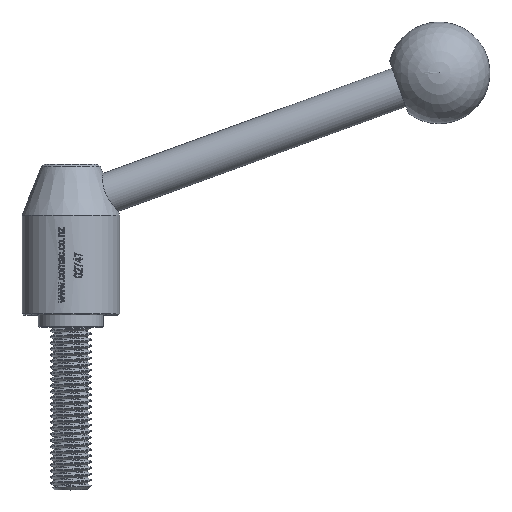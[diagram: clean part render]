
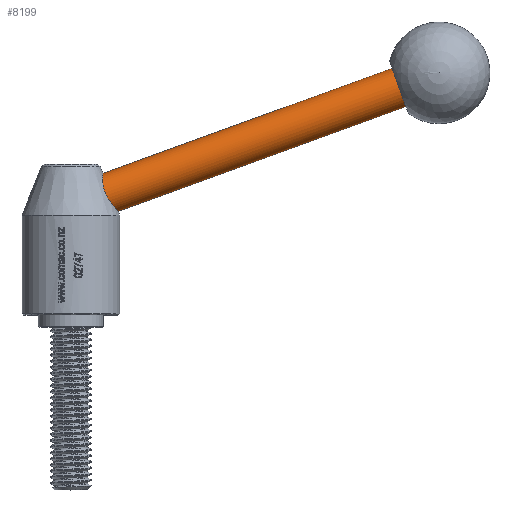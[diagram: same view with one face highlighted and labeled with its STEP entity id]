
A CAD part, top view. The second image highlights one B-rep face of the part: STEP entity #8199.
In plain terms, the highlighted cylindrical face has radius 5 mm (diameter 10 mm), a partial arc.
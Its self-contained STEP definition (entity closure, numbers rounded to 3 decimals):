
#203 = VERTEX_POINT ( 'NONE', #6346 ) ;
#269 = CARTESIAN_POINT ( 'NONE',  ( 90.5, 62.5, 0. ) ) ;
#313 = ORIENTED_EDGE ( 'NONE', *, *, #18647, .F. ) ;
#794 = EDGE_LOOP ( 'NONE', ( #19058, #5467, #22466, #313 ) ) ;
#1985 = CARTESIAN_POINT ( 'NONE',  ( 7.832, 35.233, 4.242 ) ) ;
#2836 = VERTEX_POINT ( 'NONE', #8926 ) ;
#2884 = VECTOR ( 'NONE', #22292, 1000. ) ;
#2915 = LINE ( 'NONE', #20014, #3879 ) ;
#3366 = AXIS2_PLACEMENT_3D ( 'NONE', #269, #18848, #25560 ) ;
#3879 = VECTOR ( 'NONE', #17992, 1000. ) ;
#3882 = CARTESIAN_POINT ( 'NONE',  ( 7.854, 37.462, 1.63 ) ) ;
#4155 = VERTEX_POINT ( 'NONE', #22174 ) ;
#4568 = AXIS2_PLACEMENT_3D ( 'NONE', #11663, #11579, #9650 ) ;
#5467 = ORIENTED_EDGE ( 'NONE', *, *, #25812, .T. ) ;
#5468 = EDGE_CURVE ( 'NONE', #27162, #2836, #10480, .T. ) ;
#5791 = CARTESIAN_POINT ( 'NONE',  ( 88.79, 67.198, 0. ) ) ;
#5910 = CARTESIAN_POINT ( 'NONE',  ( 7.788, 35.65, 3.969 ) ) ;
#6008 = CARTESIAN_POINT ( 'NONE',  ( 9.902, 30.486, 4.332 ) ) ;
#6092 = CARTESIAN_POINT ( 'NONE',  ( 9.728, 30.724, 4.485 ) ) ;
#6188 = CARTESIAN_POINT ( 'NONE',  ( 8.722, 32.368, 4.999 ) ) ;
#6346 = CARTESIAN_POINT ( 'NONE',  ( 78.923, 63.607, 0. ) ) ;
#8064 = CARTESIAN_POINT ( 'NONE',  ( 7.77, 36.392, 3.309 ) ) ;
#8164 = CARTESIAN_POINT ( 'NONE',  ( 9.378, 31.238, 4.738 ) ) ;
#8199 = ADVANCED_FACE ( 'NONE', ( #23182 ), #13307, .T. ) ;
#8259 = CARTESIAN_POINT ( 'NONE',  ( 10.409, 29.834, 3.768 ) ) ;
#8313 = LINE ( 'NONE', #5791, #2884 ) ;
#8926 = CARTESIAN_POINT ( 'NONE',  ( 11.613, 28.467, 0. ) ) ;
#9650 = DIRECTION ( 'NONE',  ( -0.342, 0.94, 0. ) ) ;
#9990 = CARTESIAN_POINT ( 'NONE',  ( 11.607, 28.473, 0.331 ) ) ;
#10181 = CARTESIAN_POINT ( 'NONE',  ( 8.879, 32.07, 4.964 ) ) ;
#10272 = CARTESIAN_POINT ( 'NONE',  ( 11.119, 29.003, 2.527 ) ) ;
#10360 = CARTESIAN_POINT ( 'NONE',  ( 7.82, 37.179, 2.236 ) ) ;
#10480 = B_SPLINE_CURVE_WITH_KNOTS ( 'NONE', 3,
 ( #20829, #20645, #16608, #20740, #3882, #10360, #12182, #18633, #8064, #26894, #5910, #1985, #22865, #18435, #18528, #25062, #12476, #14314, #18721, #6188, #10181, #16414, #8164, #6092, #6008, #22585, #8259, #22764, #24876, #10272, #20550, #24974, #12377, #22965, #20460, #9990, #27090, #14508 ),
 .UNSPECIFIED., .F., .F.,
 ( 4, 2, 2, 2, 2, 2, 2, 2, 2, 2, 2, 2, 2, 2, 2, 2, 2, 2, 4 ),
 ( 0.008, 0.009, 0.01, 0.011, 0.012, 0.013, 0.013, 0.014, 0.015, 0.016, 0.017, 0.018, 0.019, 0.02, 0.021, 0.022, 0.023, 0.023, 0.024 ),
 .UNSPECIFIED. ) ;
#11579 = DIRECTION ( 'NONE',  ( 0.94, 0.342, 0. ) ) ;
#11663 = CARTESIAN_POINT ( 'NONE',  ( 80.633, 58.909, 0. ) ) ;
#12182 = CARTESIAN_POINT ( 'NONE',  ( 7.803, 37.009, 2.521 ) ) ;
#12377 = CARTESIAN_POINT ( 'NONE',  ( 11.49, 28.598, 1.317 ) ) ;
#12476 = CARTESIAN_POINT ( 'NONE',  ( 8.106, 33.899, 4.839 ) ) ;
#13307 = CYLINDRICAL_SURFACE ( 'NONE', #3366, 5. ) ;
#13793 = CIRCLE ( 'NONE', #4568, 5. ) ;
#14314 = CARTESIAN_POINT ( 'NONE',  ( 8.319, 33.275, 4.97 ) ) ;
#14508 = CARTESIAN_POINT ( 'NONE',  ( 11.613, 28.467, 0. ) ) ;
#16414 = CARTESIAN_POINT ( 'NONE',  ( 9.207, 31.506, 4.834 ) ) ;
#16608 = CARTESIAN_POINT ( 'NONE',  ( 7.891, 37.718, 0.668 ) ) ;
#16923 = CARTESIAN_POINT ( 'NONE',  ( 7.898, 37.756, 0. ) ) ;
#17992 = DIRECTION ( 'NONE',  ( -0.94, -0.342, 0. ) ) ;
#18435 = CARTESIAN_POINT ( 'NONE',  ( 7.897, 34.799, 4.483 ) ) ;
#18528 = CARTESIAN_POINT ( 'NONE',  ( 7.925, 34.652, 4.553 ) ) ;
#18633 = CARTESIAN_POINT ( 'NONE',  ( 7.778, 36.617, 3.057 ) ) ;
#18647 = EDGE_CURVE ( 'NONE', #4155, #2836, #2915, .T. ) ;
#18721 = CARTESIAN_POINT ( 'NONE',  ( 8.442, 32.969, 5.001 ) ) ;
#18848 = DIRECTION ( 'NONE',  ( -0.94, -0.342, 0. ) ) ;
#19058 = ORIENTED_EDGE ( 'NONE', *, *, #26990, .F. ) ;
#20014 = CARTESIAN_POINT ( 'NONE',  ( 92.21, 57.802, 0. ) ) ;
#20460 = CARTESIAN_POINT ( 'NONE',  ( 11.582, 28.499, 0.662 ) ) ;
#20550 = CARTESIAN_POINT ( 'NONE',  ( 11.234, 28.877, 2.234 ) ) ;
#20645 = CARTESIAN_POINT ( 'NONE',  ( 7.898, 37.756, 0.331 ) ) ;
#20740 = CARTESIAN_POINT ( 'NONE',  ( 7.869, 37.571, 1.315 ) ) ;
#20829 = CARTESIAN_POINT ( 'NONE',  ( 7.898, 37.756, 0. ) ) ;
#22174 = CARTESIAN_POINT ( 'NONE',  ( 82.343, 54.21, 0. ) ) ;
#22292 = DIRECTION ( 'NONE',  ( -0.94, -0.342, 0. ) ) ;
#22466 = ORIENTED_EDGE ( 'NONE', *, *, #5468, .T. ) ;
#22585 = CARTESIAN_POINT ( 'NONE',  ( 10.242, 30.042, 3.974 ) ) ;
#22764 = CARTESIAN_POINT ( 'NONE',  ( 10.719, 29.461, 3.312 ) ) ;
#22865 = CARTESIAN_POINT ( 'NONE',  ( 7.851, 35.089, 4.327 ) ) ;
#22965 = CARTESIAN_POINT ( 'NONE',  ( 11.564, 28.519, 0.829 ) ) ;
#23182 = FACE_OUTER_BOUND ( 'NONE', #794, .T. ) ;
#24876 = CARTESIAN_POINT ( 'NONE',  ( 10.862, 29.295, 3.064 ) ) ;
#24974 = CARTESIAN_POINT ( 'NONE',  ( 11.419, 28.675, 1.631 ) ) ;
#25062 = CARTESIAN_POINT ( 'NONE',  ( 8.022, 34.205, 4.742 ) ) ;
#25560 = DIRECTION ( 'NONE',  ( 0.342, -0.94, 0. ) ) ;
#25812 = EDGE_CURVE ( 'NONE', #203, #27162, #8313, .T. ) ;
#26894 = CARTESIAN_POINT ( 'NONE',  ( 7.775, 35.91, 3.764 ) ) ;
#26990 = EDGE_CURVE ( 'NONE', #203, #4155, #13793, .T. ) ;
#27090 = CARTESIAN_POINT ( 'NONE',  ( 11.613, 28.467, 0.165 ) ) ;
#27162 = VERTEX_POINT ( 'NONE', #16923 ) ;
